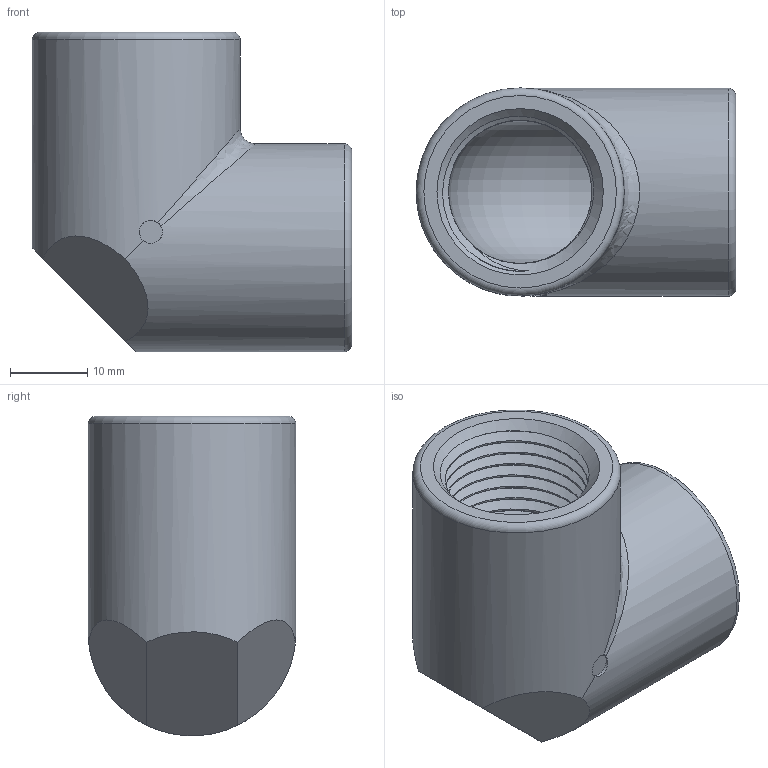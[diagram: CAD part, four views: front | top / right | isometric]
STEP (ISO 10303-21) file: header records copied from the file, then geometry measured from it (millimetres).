
FILE_DESCRIPTION(/* description */ ('Unknown'),/* implementation_level */ '2;1');
FILE_NAME(/* name */ '20200814-R-222-DN15',/* time_stamp */ '2020-08-14T17:46:09+08:00',/* author */ ('Unknown'),/* organization */ ('Unknown'),/* preprocessor_version */ 'ST-DEVELOPER v16.7',/* originating_system */ 'DEX',/* authorisation */ $);
FILE_SCHEMA (('AUTOMOTIVE_DESIGN {1 0 10303 214 3 1 1}'));
Length unit declared in the file: millimetre
Products named in the file (1): DN15
Bounding box: 41.5 x 27 x 41.5 mm (x, y, z)
Surface area: 9133.4 mm2 (no closed solid volume)
Topology: 0 solids, 1 shells, 38 faces, 143 edges, 104 vertices
Faces by surface type: cylinder 19, plane 8, bspline 6, torus 3, cone 2
Full cylindrical faces by diameter (mm): 2.997 x1, 18.6 x15, 27 x2
Entity records: 6712 total; most frequent: CARTESIAN_POINT 5950, ORIENTED_EDGE 228, EDGE_CURVE 114, VERTEX_POINT 102, DIRECTION 80, EDGE_LOOP 36, FACE_BOUND 36, AXIS2_PLACEMENT_3D 36
